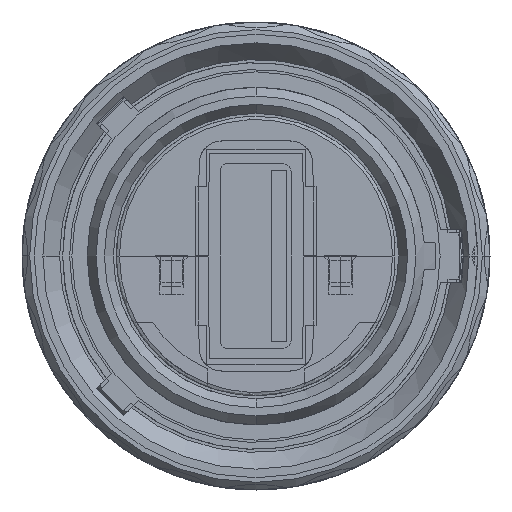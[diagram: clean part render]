
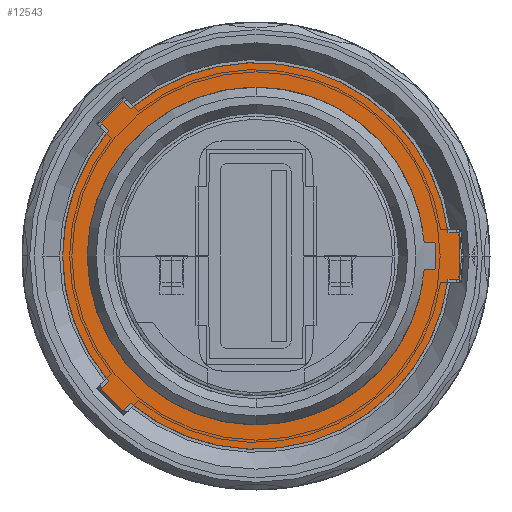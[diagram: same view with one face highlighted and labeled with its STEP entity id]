
A CAD part, front view. The second image highlights one B-rep face of the part: STEP entity #12543.
In plain terms, the highlighted planar face has unit normal (0, -1, 0).
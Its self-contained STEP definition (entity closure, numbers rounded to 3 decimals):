
#779=CARTESIAN_POINT('',(0.,-6.3,0.));
#780=DIRECTION('',(0.,1.,0.));
#781=DIRECTION('',(0.993,0.,-0.119));
#782=AXIS2_PLACEMENT_3D('',#779,#780,#781);
#784=DIRECTION('',(-0.707,0.,-0.707));
#785=VECTOR('',#784,0.702);
#786=CARTESIAN_POINT('',(-8.174,-6.3,-9.589));
#787=LINE('',#786,#785);
#788=CARTESIAN_POINT('',(0.,-6.3,0.));
#789=DIRECTION('',(0.,1.,0.));
#790=DIRECTION('',(-0.652,0.,-0.758));
#791=AXIS2_PLACEMENT_3D('',#788,#789,#790);
#793=DIRECTION('',(0.707,0.,0.707));
#794=VECTOR('',#793,0.702);
#795=CARTESIAN_POINT('',(-10.085,-6.3,-8.671));
#796=LINE('',#795,#794);
#797=CARTESIAN_POINT('',(0.,-6.3,0.));
#798=DIRECTION('',(0.,1.,0.));
#799=DIRECTION('',(-0.761,0.,-0.649));
#800=AXIS2_PLACEMENT_3D('',#797,#798,#799);
#802=CARTESIAN_POINT('',(0.,-6.3,0.));
#803=DIRECTION('',(0.,1.,0.));
#804=DIRECTION('',(-1.,0.,0.));
#805=AXIS2_PLACEMENT_3D('',#802,#803,#804);
#807=DIRECTION('',(-0.707,0.,0.707));
#808=VECTOR('',#807,0.702);
#809=CARTESIAN_POINT('',(-9.589,-6.3,8.174));
#810=LINE('',#809,#808);
#811=CARTESIAN_POINT('',(0.,-6.3,0.));
#812=DIRECTION('',(0.,1.,0.));
#813=DIRECTION('',(-0.758,0.,0.652));
#814=AXIS2_PLACEMENT_3D('',#811,#812,#813);
#816=DIRECTION('',(0.707,0.,-0.707));
#817=VECTOR('',#816,0.702);
#818=CARTESIAN_POINT('',(-8.671,-6.3,10.085));
#819=LINE('',#818,#817);
#820=CARTESIAN_POINT('',(0.,-6.3,0.));
#821=DIRECTION('',(0.,1.,0.));
#822=DIRECTION('',(-0.649,0.,0.761));
#823=AXIS2_PLACEMENT_3D('',#820,#821,#822);
#825=DIRECTION('',(1.,0.,0.));
#826=VECTOR('',#825,0.705);
#827=CARTESIAN_POINT('',(12.51,-6.3,1.5));
#828=LINE('',#827,#826);
#829=CARTESIAN_POINT('',(0.,-6.3,0.));
#830=DIRECTION('',(0.,1.,0.));
#831=DIRECTION('',(0.994,0.,0.113));
#832=AXIS2_PLACEMENT_3D('',#829,#830,#831);
#834=DIRECTION('',(-1.,0.,0.));
#835=VECTOR('',#834,0.705);
#836=CARTESIAN_POINT('',(13.215,-6.3,-1.5));
#837=LINE('',#836,#835);
#838=CARTESIAN_POINT('',(0.,-6.3,0.));
#839=DIRECTION('',(0.,-1.,0.));
#840=DIRECTION('',(-1.,0.,0.));
#841=AXIS2_PLACEMENT_3D('',#838,#839,#840);
#843=CARTESIAN_POINT('',(0.,-6.3,0.));
#844=DIRECTION('',(0.,-1.,0.));
#845=DIRECTION('',(1.,0.,0.));
#846=AXIS2_PLACEMENT_3D('',#843,#844,#845);
#9715=CARTESIAN_POINT('',(-8.174,-6.3,-9.589));
#9716=VERTEX_POINT('',#9715);
#9717=CARTESIAN_POINT('',(12.51,-6.3,-1.5));
#9718=VERTEX_POINT('',#9717);
#9719=CARTESIAN_POINT('',(-8.671,-6.3,-10.085));
#9720=VERTEX_POINT('',#9719);
#9721=CARTESIAN_POINT('',(-10.085,-6.3,-8.671));
#9722=VERTEX_POINT('',#9721);
#9723=CARTESIAN_POINT('',(-9.589,-6.3,-8.174));
#9724=VERTEX_POINT('',#9723);
#9725=CARTESIAN_POINT('',(-12.6,-6.3,0.));
#9726=VERTEX_POINT('',#9725);
#9727=CARTESIAN_POINT('',(-9.589,-6.3,8.174));
#9728=VERTEX_POINT('',#9727);
#9729=CARTESIAN_POINT('',(-10.085,-6.3,8.671));
#9730=VERTEX_POINT('',#9729);
#9731=CARTESIAN_POINT('',(-8.671,-6.3,10.085));
#9732=VERTEX_POINT('',#9731);
#9733=CARTESIAN_POINT('',(-8.174,-6.3,9.589));
#9734=VERTEX_POINT('',#9733);
#9735=CARTESIAN_POINT('',(12.51,-6.3,1.5));
#9736=VERTEX_POINT('',#9735);
#9737=CARTESIAN_POINT('',(13.215,-6.3,1.5));
#9738=VERTEX_POINT('',#9737);
#9739=CARTESIAN_POINT('',(13.215,-6.3,-1.5));
#9740=VERTEX_POINT('',#9739);
#9741=CARTESIAN_POINT('',(-11.,-6.3,0.));
#9742=CARTESIAN_POINT('',(11.,-6.3,0.));
#9743=VERTEX_POINT('',#9741);
#9744=VERTEX_POINT('',#9742);
#12507=CARTESIAN_POINT('',(0.,-6.3,0.));
#12508=DIRECTION('',(0.,1.,0.));
#12509=DIRECTION('',(1.,0.,0.));
#12510=AXIS2_PLACEMENT_3D('',#12507,#12508,#12509);
#12511=PLANE('',#12510);
#12512=ORIENTED_EDGE('',*,*,#12471,.T.);
#12513=ORIENTED_EDGE('',*,*,#12488,.T.);
#12514=ORIENTED_EDGE('',*,*,#12498,.T.);
#12516=ORIENTED_EDGE('',*,*,#12515,.T.);
#12518=ORIENTED_EDGE('',*,*,#12517,.T.);
#12520=ORIENTED_EDGE('',*,*,#12519,.T.);
#12522=ORIENTED_EDGE('',*,*,#12521,.T.);
#12524=ORIENTED_EDGE('',*,*,#12523,.T.);
#12526=ORIENTED_EDGE('',*,*,#12525,.T.);
#12528=ORIENTED_EDGE('',*,*,#12527,.T.);
#12530=ORIENTED_EDGE('',*,*,#12529,.T.);
#12532=ORIENTED_EDGE('',*,*,#12531,.T.);
#12534=ORIENTED_EDGE('',*,*,#12533,.T.);
#12535=EDGE_LOOP('',(#12512,#12513,#12514,#12516,#12518,#12520,#12522,#12524,
#12526,#12528,#12530,#12532,#12534));
#12536=FACE_OUTER_BOUND('',#12535,.F.);
#12538=ORIENTED_EDGE('',*,*,#12537,.T.);
#12540=ORIENTED_EDGE('',*,*,#12539,.T.);
#12541=EDGE_LOOP('',(#12538,#12540));
#12542=FACE_BOUND('',#12541,.F.);
#12543=ADVANCED_FACE('',(#12536,#12542),#12511,.F.);
#783=CIRCLE('',#782,12.6);
#792=CIRCLE('',#791,13.3);
#801=CIRCLE('',#800,12.6);
#806=CIRCLE('',#805,12.6);
#815=CIRCLE('',#814,13.3);
#824=CIRCLE('',#823,12.6);
#833=CIRCLE('',#832,13.3);
#842=CIRCLE('',#841,11.);
#847=CIRCLE('',#846,11.);
#12471=EDGE_CURVE('',#9718,#9716,#783,.T.);
#12488=EDGE_CURVE('',#9716,#9720,#787,.T.);
#12498=EDGE_CURVE('',#9720,#9722,#792,.T.);
#12515=EDGE_CURVE('',#9722,#9724,#796,.T.);
#12517=EDGE_CURVE('',#9724,#9726,#801,.T.);
#12519=EDGE_CURVE('',#9726,#9728,#806,.T.);
#12521=EDGE_CURVE('',#9728,#9730,#810,.T.);
#12523=EDGE_CURVE('',#9730,#9732,#815,.T.);
#12525=EDGE_CURVE('',#9732,#9734,#819,.T.);
#12527=EDGE_CURVE('',#9734,#9736,#824,.T.);
#12529=EDGE_CURVE('',#9736,#9738,#828,.T.);
#12531=EDGE_CURVE('',#9738,#9740,#833,.T.);
#12533=EDGE_CURVE('',#9740,#9718,#837,.T.);
#12537=EDGE_CURVE('',#9743,#9744,#842,.T.);
#12539=EDGE_CURVE('',#9744,#9743,#847,.T.);
